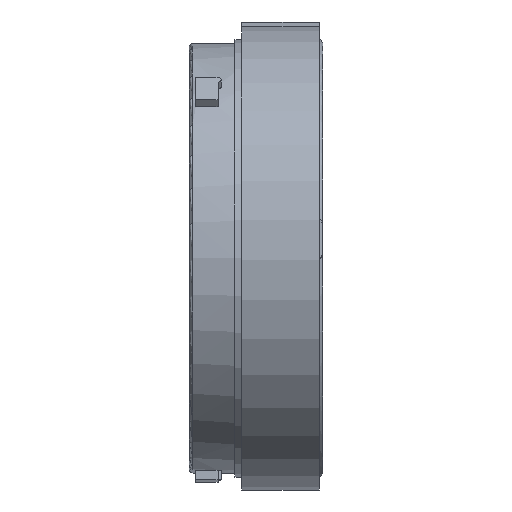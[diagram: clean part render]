
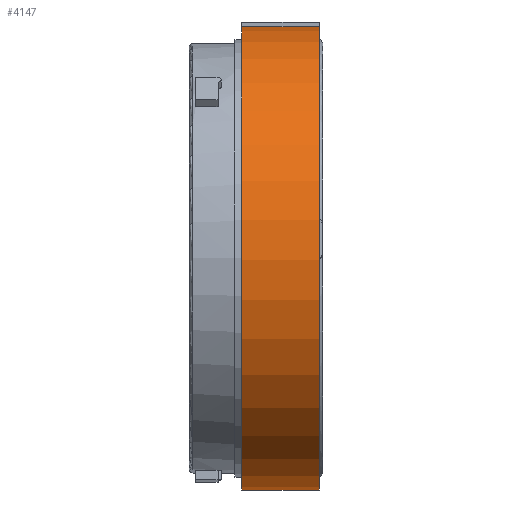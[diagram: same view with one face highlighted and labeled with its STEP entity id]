
A CAD part, left-side view. The second image highlights one B-rep face of the part: STEP entity #4147.
In plain terms, the highlighted cylindrical face has radius 34.3 mm (diameter 68.6 mm), a partial arc.
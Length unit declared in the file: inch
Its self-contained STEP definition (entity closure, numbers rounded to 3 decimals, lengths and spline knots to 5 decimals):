
#115=CYLINDRICAL_SURFACE('',#4399,1.35039);
#248=FACE_OUTER_BOUND('',#491,.T.);
#491=EDGE_LOOP('',(#2729,#2730,#2731,#2732));
#763=LINE('',#6206,#1109);
#764=LINE('',#6207,#1110);
#1109=VECTOR('',#4894,0.45276);
#1110=VECTOR('',#4895,0.45276);
#1449=CIRCLE('',#4397,1.35039);
#1451=CIRCLE('',#4400,1.35039);
#1655=VERTEX_POINT('',#6186);
#1656=VERTEX_POINT('',#6187);
#1663=VERTEX_POINT('',#6203);
#1664=VERTEX_POINT('',#6204);
#2074=EDGE_CURVE('',#1655,#1656,#1449,.T.);
#2082=EDGE_CURVE('',#1663,#1664,#1451,.T.);
#2083=EDGE_CURVE('',#1655,#1664,#763,.T.);
#2084=EDGE_CURVE('',#1663,#1656,#764,.T.);
#2729=ORIENTED_EDGE('',*,*,#2082,.T.);
#2730=ORIENTED_EDGE('',*,*,#2083,.F.);
#2731=ORIENTED_EDGE('',*,*,#2074,.T.);
#2732=ORIENTED_EDGE('',*,*,#2084,.F.);
#4147=ADVANCED_FACE('',(#248),#115,.T.);
#4397=AXIS2_PLACEMENT_3D('',#6188,#4880,#4881);
#4399=AXIS2_PLACEMENT_3D('',#6202,#4890,#4891);
#4400=AXIS2_PLACEMENT_3D('',#6205,#4892,#4893);
#4880=DIRECTION('center_axis',(0.,1.,0.));
#4881=DIRECTION('ref_axis',(-1.,0.,0.));
#4890=DIRECTION('center_axis',(0.,1.,0.));
#4891=DIRECTION('ref_axis',(1.,0.,0.));
#4892=DIRECTION('center_axis',(0.,-1.,0.));
#4893=DIRECTION('ref_axis',(-0.015,0.,1.));
#4894=DIRECTION('',(0.,1.,0.));
#4895=DIRECTION('',(0.,-1.,0.));
#6186=CARTESIAN_POINT('',(0.01969,0.,1.35025));
#6187=CARTESIAN_POINT('',(-0.01969,0.,1.35025));
#6188=CARTESIAN_POINT('Origin',(0.,0.,0.));
#6202=CARTESIAN_POINT('Origin',(0.,0.,0.));
#6203=CARTESIAN_POINT('',(-0.01969,0.45276,1.35025));
#6204=CARTESIAN_POINT('',(0.01969,0.45276,1.35025));
#6205=CARTESIAN_POINT('Origin',(0.,0.45276,0.));
#6206=CARTESIAN_POINT('',(0.01969,0.,1.35025));
#6207=CARTESIAN_POINT('',(-0.01969,0.45276,1.35025));
